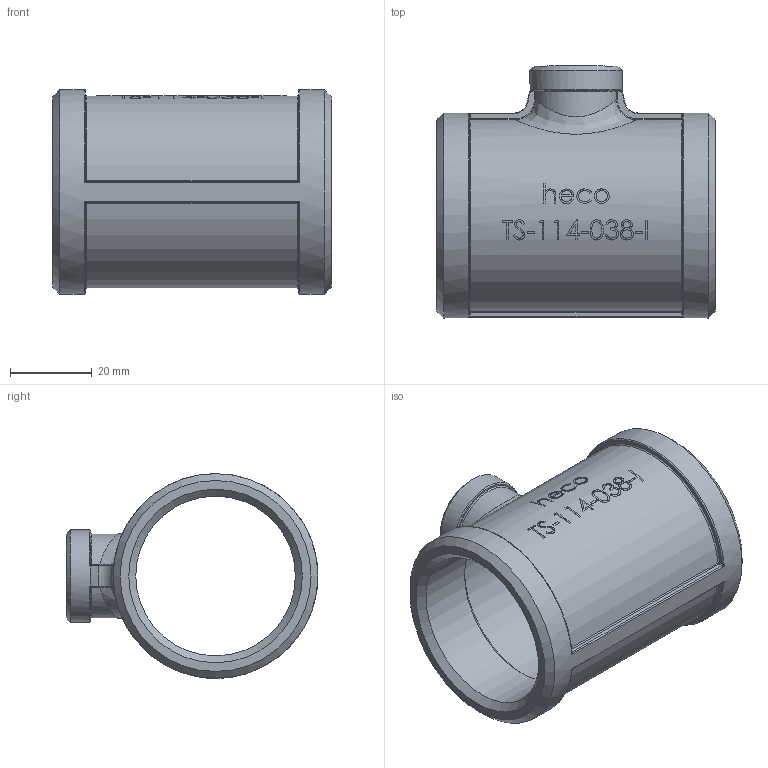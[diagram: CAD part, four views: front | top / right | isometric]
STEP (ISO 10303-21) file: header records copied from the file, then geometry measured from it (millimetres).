
FILE_DESCRIPTION (( 'STEP AP214' ), '1' );
FILE_NAME ('heco_TS-114-038-I.STEP', '2016-06-27T12:59:15', ( '' ), ( '' ), 'SwSTEP 2.0', 'SolidWorks 2011', '' );
FILE_SCHEMA (( 'AUTOMOTIVE_DESIGN' ));
Length unit declared in the file: millimetre
Products named in the file (1): heco_TS-114-038-I
Bounding box: 68 x 61.5 x 50 mm (x, y, z)
Volume: 33457 mm3; surface area: 22204.6 mm2
Topology: 1 solids, 1 shells, 292 faces, 733 edges, 464 vertices
Faces by surface type: bspline 124, plane 76, cylinder 57, torus 14, sphere 12, cone 9
Full cylindrical faces by diameter (mm): 14.95 x1, 16.1 x1, 22.5 x1, 38.952 x2, 42.6 x1, 50 x1
Entity records: 27068 total; most frequent: CARTESIAN_POINT 19927, ORIENTED_EDGE 1412, DIRECTION 781, EDGE_CURVE 706, VERTEX_POINT 458, B_SPLINE_CURVE_WITH_KNOTS 404, EDGE_LOOP 338, AXIS2_PLACEMENT_3D 310
